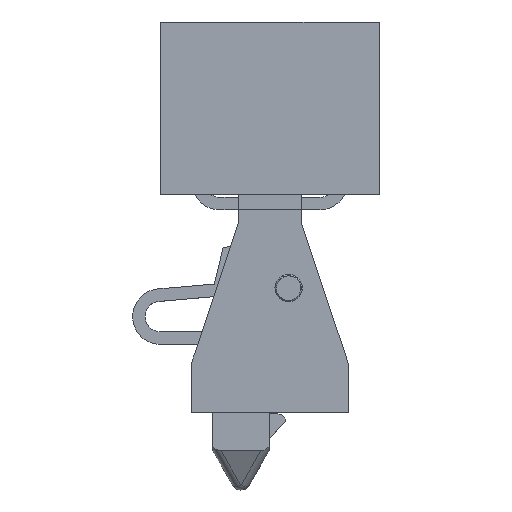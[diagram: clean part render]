
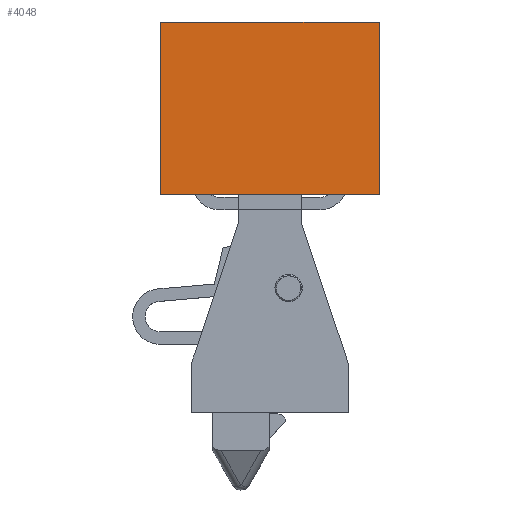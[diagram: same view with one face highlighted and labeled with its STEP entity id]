
A CAD part, top view. The second image highlights one B-rep face of the part: STEP entity #4048.
In plain terms, the highlighted planar face has unit normal (0, 0, 1).
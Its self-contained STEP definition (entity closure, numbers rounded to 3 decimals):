
#610=FACE_OUTER_BOUND('',#837,.T.);
#837=EDGE_LOOP('',(#3701,#3702,#3703,#3704));
#1180=LINE('',#8829,#1538);
#1193=LINE('',#8888,#1551);
#1196=LINE('',#8894,#1554);
#1198=LINE('',#8897,#1556);
#1538=VECTOR('',#5462,10.);
#1551=VECTOR('',#5529,10.);
#1554=VECTOR('',#5534,10.);
#1556=VECTOR('',#5538,10.);
#1923=VERTEX_POINT('',#8826);
#1924=VERTEX_POINT('',#8828);
#1943=VERTEX_POINT('',#8886);
#1945=VERTEX_POINT('',#8892);
#2503=EDGE_CURVE('',#1924,#1923,#1180,.T.);
#2532=EDGE_CURVE('',#1923,#1943,#1193,.T.);
#2535=EDGE_CURVE('',#1943,#1945,#1196,.T.);
#2537=EDGE_CURVE('',#1945,#1924,#1198,.T.);
#3701=ORIENTED_EDGE('',*,*,#2532,.T.);
#3702=ORIENTED_EDGE('',*,*,#2535,.T.);
#3703=ORIENTED_EDGE('',*,*,#2537,.T.);
#3704=ORIENTED_EDGE('',*,*,#2503,.T.);
#3835=PLANE('',#4458);
#4048=ADVANCED_FACE('',(#610),#3835,.T.);
#4458=AXIS2_PLACEMENT_3D('',#8898,#5539,#5540);
#5462=DIRECTION('',(1.,0.,0.));
#5529=DIRECTION('',(0.,1.,0.));
#5534=DIRECTION('',(-1.,0.,0.));
#5538=DIRECTION('',(0.,-1.,0.));
#5539=DIRECTION('center_axis',(0.,0.,1.));
#5540=DIRECTION('ref_axis',(1.,0.,0.));
#8826=CARTESIAN_POINT('',(14.,28.,10.));
#8828=CARTESIAN_POINT('',(-14.,28.,10.));
#8829=CARTESIAN_POINT('',(-14.,28.,10.));
#8886=CARTESIAN_POINT('',(14.,50.,10.));
#8888=CARTESIAN_POINT('',(14.,28.,10.));
#8892=CARTESIAN_POINT('',(-14.,50.,10.));
#8894=CARTESIAN_POINT('',(14.,50.,10.));
#8897=CARTESIAN_POINT('',(-14.,50.,10.));
#8898=CARTESIAN_POINT('Origin',(0.,39.,10.));
